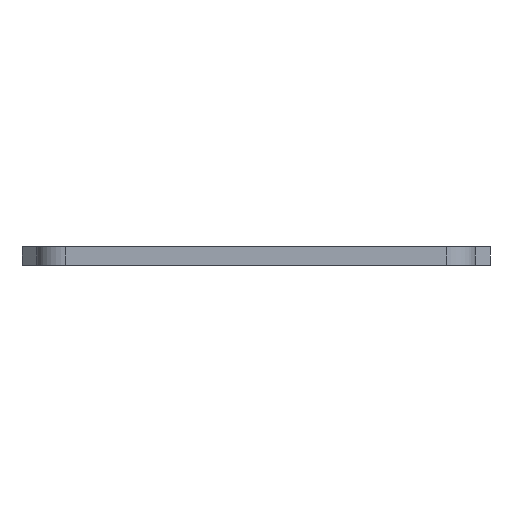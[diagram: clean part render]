
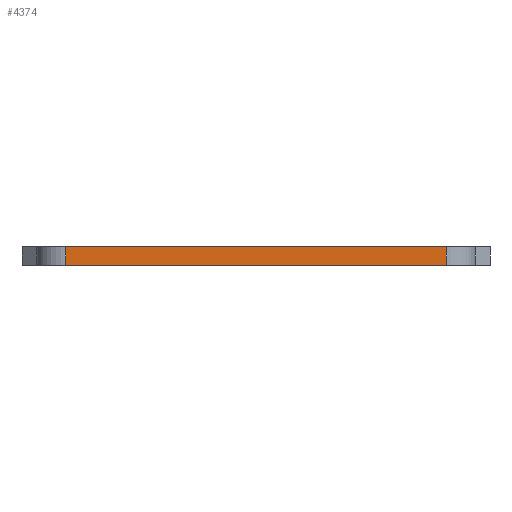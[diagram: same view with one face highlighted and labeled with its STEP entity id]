
A CAD part, left-side view. The second image highlights one B-rep face of the part: STEP entity #4374.
In plain terms, the highlighted planar face has unit normal (-1, 0, 0).
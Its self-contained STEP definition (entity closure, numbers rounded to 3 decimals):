
#84 = PLANE('',#85);
#85 = AXIS2_PLACEMENT_3D('',#86,#87,#88);
#86 = CARTESIAN_POINT('',(148.785,-104.995,1.6));
#87 = DIRECTION('',(0.,0.,1.));
#88 = DIRECTION('',(1.,0.,-0.));
#139 = PLANE('',#140);
#140 = AXIS2_PLACEMENT_3D('',#141,#142,#143);
#141 = CARTESIAN_POINT('',(148.785,-104.995,0.));
#142 = DIRECTION('',(0.,0.,1.));
#143 = DIRECTION('',(1.,0.,-0.));
#360 = VERTEX_POINT('',#361);
#361 = CARTESIAN_POINT('',(121.831,-88.494,0.));
#376 = CYLINDRICAL_SURFACE('',#377,2.54);
#377 = AXIS2_PLACEMENT_3D('',#378,#379,#380);
#378 = CARTESIAN_POINT('',(124.371,-88.494,0.));
#379 = DIRECTION('',(-0.,-0.,-1.));
#380 = DIRECTION('',(1.,0.,-0.));
#388 = EDGE_CURVE('',#360,#389,#391,.T.);
#389 = VERTEX_POINT('',#390);
#390 = CARTESIAN_POINT('',(121.831,-121.514,0.));
#391 = SURFACE_CURVE('',#392,(#396,#403),.PCURVE_S1.);
#392 = LINE('',#393,#394);
#393 = CARTESIAN_POINT('',(121.831,-88.494,0.));
#394 = VECTOR('',#395,1.);
#395 = DIRECTION('',(0.,-1.,0.));
#396 = PCURVE('',#139,#397);
#397 = DEFINITIONAL_REPRESENTATION('',(#398),#402);
#398 = LINE('',#399,#400);
#399 = CARTESIAN_POINT('',(-26.954,16.501));
#400 = VECTOR('',#401,1.);
#401 = DIRECTION('',(0.,-1.));
#402 = ( GEOMETRIC_REPRESENTATION_CONTEXT(2) 
PARAMETRIC_REPRESENTATION_CONTEXT() REPRESENTATION_CONTEXT('2D SPACE',''
  ) );
#403 = PCURVE('',#404,#409);
#404 = PLANE('',#405);
#405 = AXIS2_PLACEMENT_3D('',#406,#407,#408);
#406 = CARTESIAN_POINT('',(121.831,-88.494,0.));
#407 = DIRECTION('',(1.,0.,-0.));
#408 = DIRECTION('',(0.,-1.,0.));
#409 = DEFINITIONAL_REPRESENTATION('',(#410),#414);
#410 = LINE('',#411,#412);
#411 = CARTESIAN_POINT('',(0.,0.));
#412 = VECTOR('',#413,1.);
#413 = DIRECTION('',(1.,0.));
#414 = ( GEOMETRIC_REPRESENTATION_CONTEXT(2) 
PARAMETRIC_REPRESENTATION_CONTEXT() REPRESENTATION_CONTEXT('2D SPACE',''
  ) );
#433 = CYLINDRICAL_SURFACE('',#434,2.54);
#434 = AXIS2_PLACEMENT_3D('',#435,#436,#437);
#435 = CARTESIAN_POINT('',(124.371,-121.514,0.));
#436 = DIRECTION('',(-0.,-0.,-1.));
#437 = DIRECTION('',(1.,0.,-0.));
#2464 = VERTEX_POINT('',#2465);
#2465 = CARTESIAN_POINT('',(121.831,-88.494,1.6));
#2487 = EDGE_CURVE('',#2464,#2488,#2490,.T.);
#2488 = VERTEX_POINT('',#2489);
#2489 = CARTESIAN_POINT('',(121.831,-121.514,1.6));
#2490 = SURFACE_CURVE('',#2491,(#2495,#2502),.PCURVE_S1.);
#2491 = LINE('',#2492,#2493);
#2492 = CARTESIAN_POINT('',(121.831,-88.494,1.6));
#2493 = VECTOR('',#2494,1.);
#2494 = DIRECTION('',(0.,-1.,0.));
#2495 = PCURVE('',#84,#2496);
#2496 = DEFINITIONAL_REPRESENTATION('',(#2497),#2501);
#2497 = LINE('',#2498,#2499);
#2498 = CARTESIAN_POINT('',(-26.954,16.501));
#2499 = VECTOR('',#2500,1.);
#2500 = DIRECTION('',(0.,-1.));
#2501 = ( GEOMETRIC_REPRESENTATION_CONTEXT(2) 
PARAMETRIC_REPRESENTATION_CONTEXT() REPRESENTATION_CONTEXT('2D SPACE',''
  ) );
#2502 = PCURVE('',#404,#2503);
#2503 = DEFINITIONAL_REPRESENTATION('',(#2504),#2508);
#2504 = LINE('',#2505,#2506);
#2505 = CARTESIAN_POINT('',(0.,-1.6));
#2506 = VECTOR('',#2507,1.);
#2507 = DIRECTION('',(1.,0.));
#2508 = ( GEOMETRIC_REPRESENTATION_CONTEXT(2) 
PARAMETRIC_REPRESENTATION_CONTEXT() REPRESENTATION_CONTEXT('2D SPACE',''
  ) );
#4326 = EDGE_CURVE('',#360,#2464,#4327,.T.);
#4327 = SURFACE_CURVE('',#4328,(#4332,#4339),.PCURVE_S1.);
#4328 = LINE('',#4329,#4330);
#4329 = CARTESIAN_POINT('',(121.831,-88.494,0.));
#4330 = VECTOR('',#4331,1.);
#4331 = DIRECTION('',(0.,0.,1.));
#4332 = PCURVE('',#376,#4333);
#4333 = DEFINITIONAL_REPRESENTATION('',(#4334),#4338);
#4334 = LINE('',#4335,#4336);
#4335 = CARTESIAN_POINT('',(-3.141,0.));
#4336 = VECTOR('',#4337,1.);
#4337 = DIRECTION('',(-0.,-1.));
#4338 = ( GEOMETRIC_REPRESENTATION_CONTEXT(2) 
PARAMETRIC_REPRESENTATION_CONTEXT() REPRESENTATION_CONTEXT('2D SPACE',''
  ) );
#4339 = PCURVE('',#404,#4340);
#4340 = DEFINITIONAL_REPRESENTATION('',(#4341),#4345);
#4341 = LINE('',#4342,#4343);
#4342 = CARTESIAN_POINT('',(0.,0.));
#4343 = VECTOR('',#4344,1.);
#4344 = DIRECTION('',(0.,-1.));
#4345 = ( GEOMETRIC_REPRESENTATION_CONTEXT(2) 
PARAMETRIC_REPRESENTATION_CONTEXT() REPRESENTATION_CONTEXT('2D SPACE',''
  ) );
#4374 = ADVANCED_FACE('',(#4375),#404,.F.);
#4375 = FACE_BOUND('',#4376,.F.);
#4376 = EDGE_LOOP('',(#4377,#4378,#4379,#4400));
#4377 = ORIENTED_EDGE('',*,*,#4326,.T.);
#4378 = ORIENTED_EDGE('',*,*,#2487,.T.);
#4379 = ORIENTED_EDGE('',*,*,#4380,.F.);
#4380 = EDGE_CURVE('',#389,#2488,#4381,.T.);
#4381 = SURFACE_CURVE('',#4382,(#4386,#4393),.PCURVE_S1.);
#4382 = LINE('',#4383,#4384);
#4383 = CARTESIAN_POINT('',(121.831,-121.514,0.));
#4384 = VECTOR('',#4385,1.);
#4385 = DIRECTION('',(0.,0.,1.));
#4386 = PCURVE('',#404,#4387);
#4387 = DEFINITIONAL_REPRESENTATION('',(#4388),#4392);
#4388 = LINE('',#4389,#4390);
#4389 = CARTESIAN_POINT('',(33.02,0.));
#4390 = VECTOR('',#4391,1.);
#4391 = DIRECTION('',(0.,-1.));
#4392 = ( GEOMETRIC_REPRESENTATION_CONTEXT(2) 
PARAMETRIC_REPRESENTATION_CONTEXT() REPRESENTATION_CONTEXT('2D SPACE',''
  ) );
#4393 = PCURVE('',#433,#4394);
#4394 = DEFINITIONAL_REPRESENTATION('',(#4395),#4399);
#4395 = LINE('',#4396,#4397);
#4396 = CARTESIAN_POINT('',(-3.141,0.));
#4397 = VECTOR('',#4398,1.);
#4398 = DIRECTION('',(-0.,-1.));
#4399 = ( GEOMETRIC_REPRESENTATION_CONTEXT(2) 
PARAMETRIC_REPRESENTATION_CONTEXT() REPRESENTATION_CONTEXT('2D SPACE',''
  ) );
#4400 = ORIENTED_EDGE('',*,*,#388,.F.);
